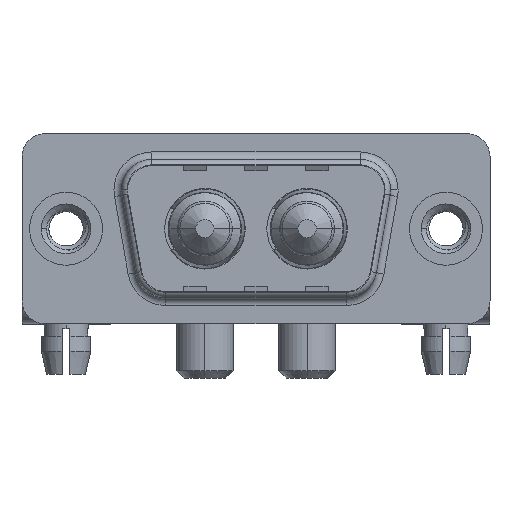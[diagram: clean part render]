
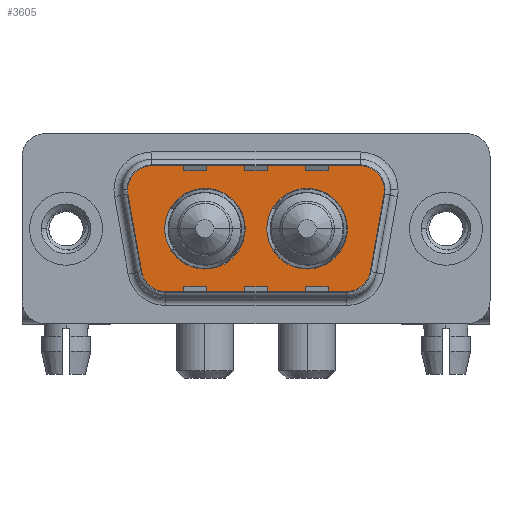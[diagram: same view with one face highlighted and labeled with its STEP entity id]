
A CAD part, top view. The second image highlights one B-rep face of the part: STEP entity #3605.
In plain terms, the highlighted planar face has unit normal (0, 0, 1).
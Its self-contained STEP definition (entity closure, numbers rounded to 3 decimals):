
#314 = ORIENTED_EDGE ( 'NONE', *, *, #6189, .F. ) ;
#486 = VERTEX_POINT ( 'NONE', #10163 ) ;
#618 = AXIS2_PLACEMENT_3D ( 'NONE', #719, #12431, #13508 ) ;
#652 = EDGE_CURVE ( 'NONE', #486, #944, #7006, .T. ) ;
#719 = CARTESIAN_POINT ( 'NONE',  ( 15.86, 0., 0. ) ) ;
#808 = AXIS2_PLACEMENT_3D ( 'NONE', #967, #14122, #4319 ) ;
#944 = VERTEX_POINT ( 'NONE', #13409 ) ;
#967 = CARTESIAN_POINT ( 'NONE',  ( 6.459, -2.9, 0. ) ) ;
#1005 = FACE_OUTER_BOUND ( 'NONE', #14077, .T. ) ;
#1123 = VERTEX_POINT ( 'NONE', #12623 ) ;
#1244 = DIRECTION ( 'NONE',  ( 1., 0., 0. ) ) ;
#1372 = CARTESIAN_POINT ( 'NONE',  ( 3.466, 2.553, 0. ) ) ;
#1429 = VERTEX_POINT ( 'NONE', #6881 ) ;
#1609 = CARTESIAN_POINT ( 'NONE',  ( 6.49, 0., 0. ) ) ;
#1763 = CIRCLE ( 'NONE', #11132, 2. ) ;
#1871 = EDGE_CURVE ( 'NONE', #944, #10648, #3291, .T. ) ;
#1875 = ORIENTED_EDGE ( 'NONE', *, *, #1871, .T. ) ;
#1937 = FACE_BOUND ( 'NONE', #2210, .T. ) ;
#1987 = CIRCLE ( 'NONE', #4026, 2. ) ;
#2210 = EDGE_LOOP ( 'NONE', ( #9196, #11848 ) ) ;
#2376 = CARTESIAN_POINT ( 'NONE',  ( 13.21, 0., 0. ) ) ;
#2684 = EDGE_CURVE ( 'NONE', #5443, #1123, #6553, .T. ) ;
#2731 = AXIS2_PLACEMENT_3D ( 'NONE', #12256, #11121, #4677 ) ;
#2823 = VERTEX_POINT ( 'NONE', #1609 ) ;
#2880 = CARTESIAN_POINT ( 'NONE',  ( 18.51, 0., 0. ) ) ;
#3062 = EDGE_CURVE ( 'NONE', #12042, #1429, #12035, .T. ) ;
#3095 = EDGE_CURVE ( 'NONE', #10059, #2823, #13604, .T. ) ;
#3146 = DIRECTION ( 'NONE',  ( 0., 0., 1. ) ) ;
#3175 = VERTEX_POINT ( 'NONE', #10167 ) ;
#3291 = CIRCLE ( 'NONE', #5129, 2. ) ;
#3305 = ORIENTED_EDGE ( 'NONE', *, *, #12048, .T. ) ;
#3312 = CARTESIAN_POINT ( 'NONE',  ( 19.564, 4.9, 0. ) ) ;
#3369 = CARTESIAN_POINT ( 'NONE',  ( 21.534, 2.553, 0. ) ) ;
#3534 = ORIENTED_EDGE ( 'NONE', *, *, #2684, .T. ) ;
#3605 = ADVANCED_FACE ( 'NONE', ( #13076, #1937, #1005 ), #9662, .T. ) ;
#3618 = CIRCLE ( 'NONE', #12315, 2.65 ) ;
#3879 = EDGE_CURVE ( 'NONE', #6678, #12548, #6756, .T. ) ;
#3923 = ORIENTED_EDGE ( 'NONE', *, *, #3879, .F. ) ;
#3939 = ORIENTED_EDGE ( 'NONE', *, *, #652, .T. ) ;
#4001 = VECTOR ( 'NONE', #7672, 1000. ) ;
#4009 = AXIS2_PLACEMENT_3D ( 'NONE', #14015, #3146, #7513 ) ;
#4026 = AXIS2_PLACEMENT_3D ( 'NONE', #4672, #9189, #13467 ) ;
#4169 = CARTESIAN_POINT ( 'NONE',  ( 20.511, -3.247, 0. ) ) ;
#4214 = VECTOR ( 'NONE', #10929, 1000. ) ;
#4319 = DIRECTION ( 'NONE',  ( -1., 0., 0. ) ) ;
#4341 = CARTESIAN_POINT ( 'NONE',  ( 3.466, 2.553, 0. ) ) ;
#4435 = EDGE_CURVE ( 'NONE', #6694, #3175, #1763, .T. ) ;
#4449 = ORIENTED_EDGE ( 'NONE', *, *, #13961, .T. ) ;
#4672 = CARTESIAN_POINT ( 'NONE',  ( 5.436, 2.9, 0. ) ) ;
#4677 = DIRECTION ( 'NONE',  ( -1., 0., 0. ) ) ;
#4994 = CARTESIAN_POINT ( 'NONE',  ( 11.79, 0., 0. ) ) ;
#5129 = AXIS2_PLACEMENT_3D ( 'NONE', #5668, #13306, #7809 ) ;
#5320 = DIRECTION ( 'NONE',  ( 1., 0., 0. ) ) ;
#5384 = AXIS2_PLACEMENT_3D ( 'NONE', #6595, #11820, #5320 ) ;
#5443 = VERTEX_POINT ( 'NONE', #1372 ) ;
#5668 = CARTESIAN_POINT ( 'NONE',  ( 18.541, -2.9, 0. ) ) ;
#6189 = EDGE_CURVE ( 'NONE', #12548, #6678, #3618, .T. ) ;
#6341 = DIRECTION ( 'NONE',  ( 1., 0., 0. ) ) ;
#6553 = LINE ( 'NONE', #4341, #4214 ) ;
#6595 = CARTESIAN_POINT ( 'NONE',  ( 9.14, 0., 0. ) ) ;
#6667 = DIRECTION ( 'NONE',  ( 0., 0., 1. ) ) ;
#6678 = VERTEX_POINT ( 'NONE', #2376 ) ;
#6694 = VERTEX_POINT ( 'NONE', #3369 ) ;
#6756 = CIRCLE ( 'NONE', #618, 2.65 ) ;
#6881 = CARTESIAN_POINT ( 'NONE',  ( 5.436, 4.9, 0. ) ) ;
#7006 = LINE ( 'NONE', #8159, #13118 ) ;
#7065 = DIRECTION ( 'NONE',  ( 0.174, 0.985, 0. ) ) ;
#7474 = CARTESIAN_POINT ( 'NONE',  ( 19.564, 2.9, 0. ) ) ;
#7513 = DIRECTION ( 'NONE',  ( 1., 0., 0. ) ) ;
#7672 = DIRECTION ( 'NONE',  ( -1., 0., 0. ) ) ;
#7708 = ORIENTED_EDGE ( 'NONE', *, *, #12240, .T. ) ;
#7809 = DIRECTION ( 'NONE',  ( 1., 0., 0. ) ) ;
#8159 = CARTESIAN_POINT ( 'NONE',  ( 6.459, -4.9, 0. ) ) ;
#8191 = EDGE_CURVE ( 'NONE', #3175, #12042, #11865, .T. ) ;
#8274 = AXIS2_PLACEMENT_3D ( 'NONE', #12117, #6667, #1244 ) ;
#8842 = VECTOR ( 'NONE', #7065, 1000. ) ;
#9189 = DIRECTION ( 'NONE',  ( 0., 0., 1. ) ) ;
#9196 = ORIENTED_EDGE ( 'NONE', *, *, #3095, .F. ) ;
#9266 = CIRCLE ( 'NONE', #808, 2. ) ;
#9662 = PLANE ( 'NONE',  #4009 ) ;
#10059 = VERTEX_POINT ( 'NONE', #4994 ) ;
#10163 = CARTESIAN_POINT ( 'NONE',  ( 6.459, -4.9, 0. ) ) ;
#10167 = CARTESIAN_POINT ( 'NONE',  ( 21.564, 2.9, 0. ) ) ;
#10648 = VERTEX_POINT ( 'NONE', #4169 ) ;
#10697 = DIRECTION ( 'NONE',  ( -1., 0., 0. ) ) ;
#10705 = EDGE_CURVE ( 'NONE', #2823, #10059, #11481, .T. ) ;
#10776 = DIRECTION ( 'NONE',  ( 0., 0., 1. ) ) ;
#10929 = DIRECTION ( 'NONE',  ( 0.174, -0.985, 0. ) ) ;
#11121 = DIRECTION ( 'NONE',  ( 0., 0., 1. ) ) ;
#11132 = AXIS2_PLACEMENT_3D ( 'NONE', #7474, #11640, #10697 ) ;
#11386 = DIRECTION ( 'NONE',  ( 1., 0., 0. ) ) ;
#11447 = LINE ( 'NONE', #12713, #8842 ) ;
#11481 = CIRCLE ( 'NONE', #8274, 2.65 ) ;
#11485 = ORIENTED_EDGE ( 'NONE', *, *, #4435, .T. ) ;
#11586 = ORIENTED_EDGE ( 'NONE', *, *, #8191, .T. ) ;
#11640 = DIRECTION ( 'NONE',  ( 0., 0., 1. ) ) ;
#11820 = DIRECTION ( 'NONE',  ( 0., 0., 1. ) ) ;
#11848 = ORIENTED_EDGE ( 'NONE', *, *, #10705, .F. ) ;
#11855 = CARTESIAN_POINT ( 'NONE',  ( 15.86, 0., 0. ) ) ;
#11865 = CIRCLE ( 'NONE', #2731, 2. ) ;
#12035 = LINE ( 'NONE', #14032, #4001 ) ;
#12042 = VERTEX_POINT ( 'NONE', #3312 ) ;
#12048 = EDGE_CURVE ( 'NONE', #1123, #486, #9266, .T. ) ;
#12117 = CARTESIAN_POINT ( 'NONE',  ( 9.14, 0., 0. ) ) ;
#12240 = EDGE_CURVE ( 'NONE', #1429, #5443, #1987, .T. ) ;
#12256 = CARTESIAN_POINT ( 'NONE',  ( 19.564, 2.9, 0. ) ) ;
#12315 = AXIS2_PLACEMENT_3D ( 'NONE', #11855, #10776, #6341 ) ;
#12431 = DIRECTION ( 'NONE',  ( 0., 0., 1. ) ) ;
#12548 = VERTEX_POINT ( 'NONE', #2880 ) ;
#12623 = CARTESIAN_POINT ( 'NONE',  ( 4.489, -3.247, 0. ) ) ;
#12713 = CARTESIAN_POINT ( 'NONE',  ( 21.534, 2.553, 0. ) ) ;
#12806 = ORIENTED_EDGE ( 'NONE', *, *, #3062, .T. ) ;
#13076 = FACE_BOUND ( 'NONE', #13693, .T. ) ;
#13118 = VECTOR ( 'NONE', #11386, 1000. ) ;
#13306 = DIRECTION ( 'NONE',  ( 0., 0., 1. ) ) ;
#13409 = CARTESIAN_POINT ( 'NONE',  ( 18.541, -4.9, 0. ) ) ;
#13467 = DIRECTION ( 'NONE',  ( 1., 0., 0. ) ) ;
#13508 = DIRECTION ( 'NONE',  ( 1., 0., 0. ) ) ;
#13604 = CIRCLE ( 'NONE', #5384, 2.65 ) ;
#13693 = EDGE_LOOP ( 'NONE', ( #314, #3923 ) ) ;
#13961 = EDGE_CURVE ( 'NONE', #10648, #6694, #11447, .T. ) ;
#14015 = CARTESIAN_POINT ( 'NONE',  ( 18.541, -2.9, 0. ) ) ;
#14032 = CARTESIAN_POINT ( 'NONE',  ( 5.436, 4.9, 0. ) ) ;
#14077 = EDGE_LOOP ( 'NONE', ( #1875, #4449, #11485, #11586, #12806, #7708, #3534, #3305, #3939 ) ) ;
#14122 = DIRECTION ( 'NONE',  ( 0., 0., 1. ) ) ;
